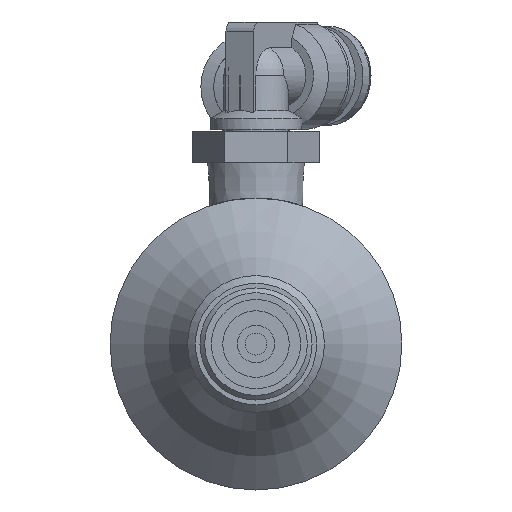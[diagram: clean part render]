
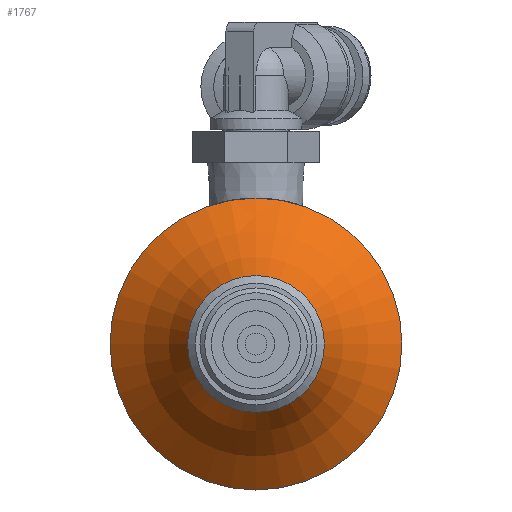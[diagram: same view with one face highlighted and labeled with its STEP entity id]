
A CAD part, left-side view. The second image highlights one B-rep face of the part: STEP entity #1767.
In plain terms, the highlighted toroidal (fillet/blend) face has major radius 30.271 mm and minor radius 25.4 mm.
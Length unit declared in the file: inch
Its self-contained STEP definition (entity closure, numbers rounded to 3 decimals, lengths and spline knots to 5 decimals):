
#39 = FACE_OUTER_BOUND ( 'NONE', #3239, .T. ) ;
#82 = CARTESIAN_POINT ( 'NONE',  ( 0.26256, 1.5, 0.23 ) ) ;
#228 = EDGE_CURVE ( 'NONE', #2100, #2100, #1861, .T. ) ;
#280 = DIRECTION ( 'NONE',  ( -1., 0., 0. ) ) ;
#542 = AXIS2_PLACEMENT_3D ( 'NONE', #2389, #860, #2644 ) ;
#690 = DIRECTION ( 'NONE',  ( 0., 0., 1. ) ) ;
#790 = DIRECTION ( 'NONE',  ( 0., 0., 1. ) ) ;
#860 = DIRECTION ( 'NONE',  ( -1., 0., 0. ) ) ;
#948 = CARTESIAN_POINT ( 'NONE',  ( 0.81256, 1.5, 0. ) ) ;
#1621 = ORIENTED_EDGE ( 'NONE', *, *, #228, .T. ) ;
#1655 = AXIS2_PLACEMENT_3D ( 'NONE', #3063, #280, #790 ) ;
#1767 = ADVANCED_FACE ( 'NONE', ( #2076, #39 ), #2741, .F. ) ;
#1851 = CARTESIAN_POINT ( 'NONE',  ( 0.81256, 1.5, 0.625 ) ) ;
#1861 = CIRCLE ( 'NONE', #1931, 0.625 ) ;
#1931 = AXIS2_PLACEMENT_3D ( 'NONE', #948, #2485, #690 ) ;
#1950 = EDGE_CURVE ( 'NONE', #2808, #2808, #2256, .T. ) ;
#2076 = FACE_OUTER_BOUND ( 'NONE', #2668, .T. ) ;
#2100 = VERTEX_POINT ( 'NONE', #1851 ) ;
#2256 = CIRCLE ( 'NONE', #542, 0.23 ) ;
#2389 = CARTESIAN_POINT ( 'NONE',  ( 0.26256, 1.5, 0. ) ) ;
#2485 = DIRECTION ( 'NONE',  ( -1., 0., 0. ) ) ;
#2644 = DIRECTION ( 'NONE',  ( 0., 0., 1. ) ) ;
#2668 = EDGE_LOOP ( 'NONE', ( #1621 ) ) ;
#2741 = TOROIDAL_SURFACE ( 'NONE', #1655, 1.19176, 1. ) ;
#2808 = VERTEX_POINT ( 'NONE', #82 ) ;
#3063 = CARTESIAN_POINT ( 'NONE',  ( -0.01132, 1.5, 0. ) ) ;
#3239 = EDGE_LOOP ( 'NONE', ( #3245 ) ) ;
#3245 = ORIENTED_EDGE ( 'NONE', *, *, #1950, .F. ) ;
